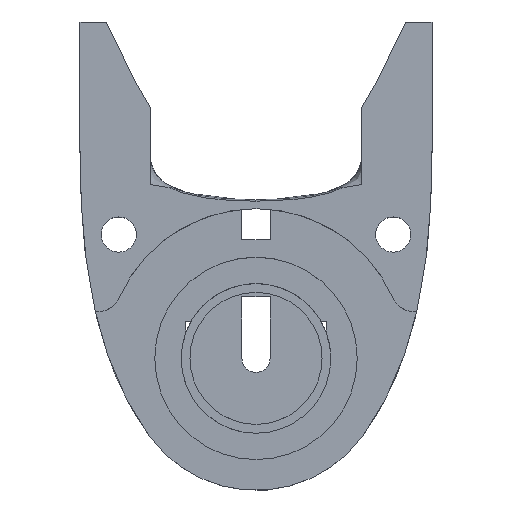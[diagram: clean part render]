
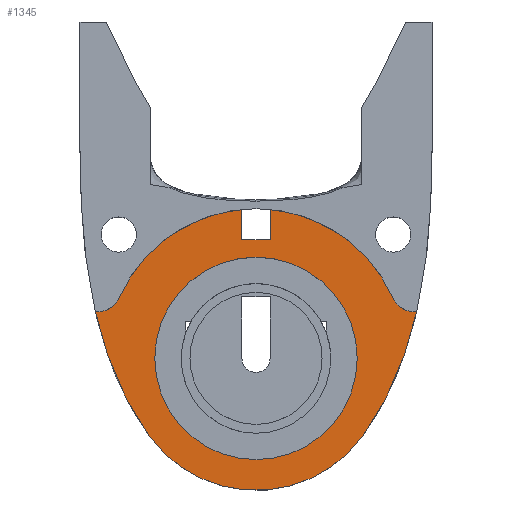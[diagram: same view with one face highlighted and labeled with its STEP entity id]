
A CAD part, top view. The second image highlights one B-rep face of the part: STEP entity #1345.
In plain terms, the highlighted planar face has unit normal (0, 0, 1).
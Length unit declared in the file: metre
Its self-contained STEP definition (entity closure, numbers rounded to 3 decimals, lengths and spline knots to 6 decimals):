
#41=B_SPLINE_CURVE_WITH_KNOTS('',3,(#1959,#1960,#1961,#1962),
 .UNSPECIFIED.,.F.,.F.,(4,4),(0.,1.),.PIECEWISE_BEZIER_KNOTS.);
#68=B_SPLINE_CURVE_WITH_KNOTS('',3,(#2305,#2306,#2307,#2308),
 .UNSPECIFIED.,.F.,.F.,(4,4),(0.,1.),.PIECEWISE_BEZIER_KNOTS.);
#100=LINE('',#2301,#202);
#101=LINE('',#2304,#203);
#102=LINE('',#2311,#204);
#202=VECTOR('',#1651,1.);
#203=VECTOR('',#1652,1.);
#204=VECTOR('',#1655,1.);
#288=PLANE('',#1455);
#425=ORIENTED_EDGE('',*,*,#806,.F.);
#426=ORIENTED_EDGE('',*,*,#807,.F.);
#427=ORIENTED_EDGE('',*,*,#808,.F.);
#428=ORIENTED_EDGE('',*,*,#738,.T.);
#429=ORIENTED_EDGE('',*,*,#784,.T.);
#430=ORIENTED_EDGE('',*,*,#809,.T.);
#431=ORIENTED_EDGE('',*,*,#810,.F.);
#432=ORIENTED_EDGE('',*,*,#749,.F.);
#433=ORIENTED_EDGE('',*,*,#746,.F.);
#434=ORIENTED_EDGE('',*,*,#741,.F.);
#435=ORIENTED_EDGE('',*,*,#811,.T.);
#738=EDGE_CURVE('',#939,#938,#1064,.T.);
#741=EDGE_CURVE('',#941,#942,#1067,.T.);
#746=EDGE_CURVE('',#942,#945,#1069,.T.);
#749=EDGE_CURVE('',#945,#946,#41,.T.);
#784=EDGE_CURVE('',#938,#971,#1079,.T.);
#806=EDGE_CURVE('',#986,#986,#1088,.T.);
#807=EDGE_CURVE('',#987,#988,#100,.T.);
#808=EDGE_CURVE('',#939,#987,#101,.T.);
#809=EDGE_CURVE('',#971,#989,#68,.T.);
#810=EDGE_CURVE('',#946,#989,#1089,.T.);
#811=EDGE_CURVE('',#941,#988,#102,.T.);
#938=VERTEX_POINT('',#1921);
#939=VERTEX_POINT('',#1923);
#941=VERTEX_POINT('',#1927);
#942=VERTEX_POINT('',#1929);
#945=VERTEX_POINT('',#1945);
#946=VERTEX_POINT('',#1963);
#971=VERTEX_POINT('',#2155);
#986=VERTEX_POINT('',#2300);
#987=VERTEX_POINT('',#2302);
#988=VERTEX_POINT('',#2303);
#989=VERTEX_POINT('',#2309);
#1064=CIRCLE('',#1420,0.017);
#1067=CIRCLE('',#1423,0.017);
#1069=CIRCLE('',#1427,0.002713);
#1079=CIRCLE('',#1443,0.002713);
#1088=CIRCLE('',#1456,0.0115);
#1089=CIRCLE('',#1457,0.015);
#1143=EDGE_LOOP('',(#425));
#1144=EDGE_LOOP('',(#426,#427,#428,#429,#430,#431,#432,#433,#434,#435));
#1235=FACE_BOUND('',#1143,.T.);
#1236=FACE_BOUND('',#1144,.T.);
#1345=ADVANCED_FACE('',(#1235,#1236),#288,.T.);
#1420=AXIS2_PLACEMENT_3D('',#1922,#1563,#1564);
#1423=AXIS2_PLACEMENT_3D('',#1928,#1569,#1570);
#1427=AXIS2_PLACEMENT_3D('',#1944,#1578,#1579);
#1443=AXIS2_PLACEMENT_3D('',#2156,#1620,#1621);
#1455=AXIS2_PLACEMENT_3D('',#2298,#1647,#1648);
#1456=AXIS2_PLACEMENT_3D('',#2299,#1649,#1650);
#1457=AXIS2_PLACEMENT_3D('',#2310,#1653,#1654);
#1563=DIRECTION('',(0.,0.,1.));
#1564=DIRECTION('',(-1.,0.,0.));
#1569=DIRECTION('',(0.,0.,-1.));
#1570=DIRECTION('',(1.,0.,0.));
#1578=DIRECTION('',(0.,0.,1.));
#1579=DIRECTION('',(1.,0.,0.));
#1620=DIRECTION('',(0.,0.,-1.));
#1621=DIRECTION('',(-1.,0.,0.));
#1647=DIRECTION('',(0.,0.,1.));
#1648=DIRECTION('',(1.,0.,0.));
#1649=DIRECTION('',(0.,0.,1.));
#1650=DIRECTION('',(1.,0.,0.));
#1651=DIRECTION('',(1.,0.,0.));
#1652=DIRECTION('',(0.,-1.,0.));
#1653=DIRECTION('',(0.,0.,-1.));
#1654=DIRECTION('',(-1.,0.,0.));
#1655=DIRECTION('',(0.,-1.,0.));
#1921=CARTESIAN_POINT('',(-0.015534,0.006905,-0.012));
#1922=CARTESIAN_POINT('',(0.,0.,-0.012));
#1923=CARTESIAN_POINT('',(-0.0016,0.016925,-0.012));
#1927=CARTESIAN_POINT('',(0.0016,0.016925,-0.012));
#1928=CARTESIAN_POINT('',(0.,0.,-0.012));
#1929=CARTESIAN_POINT('',(0.015534,0.006905,-0.012));
#1944=CARTESIAN_POINT('',(0.018014,0.008007,-0.012));
#1945=CARTESIAN_POINT('',(0.018263,0.005306,-0.012));
#1959=CARTESIAN_POINT('',(0.02,0.023664,-0.012));
#1960=CARTESIAN_POINT('',(0.02,0.012142,-0.012));
#1961=CARTESIAN_POINT('',(0.018682,0.000267,-0.012));
#1962=CARTESIAN_POINT('',(0.012169,-0.00877,-0.012));
#1963=CARTESIAN_POINT('',(0.012169,-0.00877,-0.012));
#2155=CARTESIAN_POINT('',(-0.018263,0.005306,-0.012));
#2156=CARTESIAN_POINT('',(-0.018014,0.008007,-0.012));
#2298=CARTESIAN_POINT('',(-0.011781,0.021548,-0.012));
#2299=CARTESIAN_POINT('',(0.,0.,-0.012));
#2300=CARTESIAN_POINT('',(0.0115,0.,-0.012));
#2301=CARTESIAN_POINT('',(-0.0016,0.013456,-0.012));
#2302=CARTESIAN_POINT('',(-0.0016,0.013456,-0.012));
#2303=CARTESIAN_POINT('',(0.0016,0.013456,-0.012));
#2304=CARTESIAN_POINT('',(-0.0016,0.017,-0.012));
#2305=CARTESIAN_POINT('',(-0.02,0.023664,-0.012));
#2306=CARTESIAN_POINT('',(-0.02,0.012142,-0.012));
#2307=CARTESIAN_POINT('',(-0.018682,0.000267,-0.012));
#2308=CARTESIAN_POINT('',(-0.012169,-0.00877,-0.012));
#2309=CARTESIAN_POINT('',(-0.012169,-0.00877,-0.012));
#2310=CARTESIAN_POINT('',(0.,0.,-0.012));
#2311=CARTESIAN_POINT('',(0.0016,0.017,-0.012));
